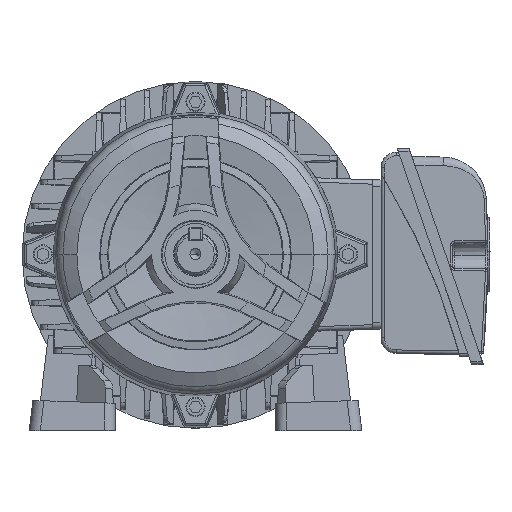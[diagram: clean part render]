
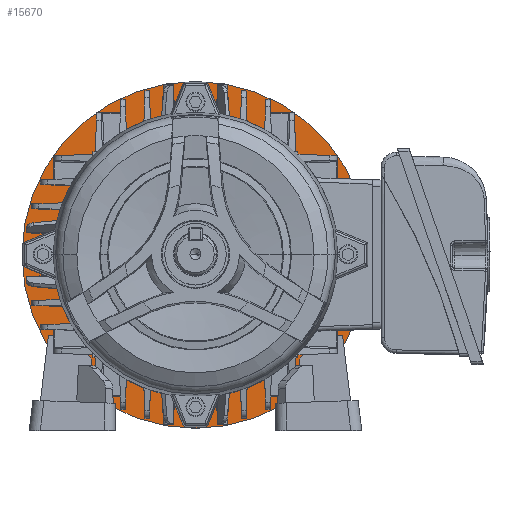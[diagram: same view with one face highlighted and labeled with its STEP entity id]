
A CAD part, top view. The second image highlights one B-rep face of the part: STEP entity #15670.
In plain terms, the highlighted face is planar.
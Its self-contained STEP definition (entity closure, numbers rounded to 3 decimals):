
#1698 = DIRECTION ( 'NONE',  ( -1., 0., 0. ) ) ;
#1921 = DIRECTION ( 'NONE',  ( 0., 0., -1. ) ) ;
#3693 = EDGE_LOOP ( 'NONE', ( #15441, #28731 ) ) ;
#7055 = CARTESIAN_POINT ( 'NONE',  ( 79., 0., 0. ) ) ;
#7095 = CIRCLE ( 'NONE', #16232, 79. ) ;
#7891 = CARTESIAN_POINT ( 'NONE',  ( -79., 0., 0. ) ) ;
#10992 = CARTESIAN_POINT ( 'NONE',  ( 0., 0., 0. ) ) ;
#14503 = VERTEX_POINT ( 'NONE', #7055 ) ;
#15441 = ORIENTED_EDGE ( 'NONE', *, *, #49733, .T. ) ;
#15670 = ADVANCED_FACE ( 'NONE', ( #33812 ), #34708, .T. ) ;
#15745 = CIRCLE ( 'NONE', #18091, 79. ) ;
#16232 = AXIS2_PLACEMENT_3D ( 'NONE', #32210, #1921, #1698 ) ;
#16448 = AXIS2_PLACEMENT_3D ( 'NONE', #50071, #45462, #25033 ) ;
#18091 = AXIS2_PLACEMENT_3D ( 'NONE', #10992, #56875, #46477 ) ;
#25033 = DIRECTION ( 'NONE',  ( -1., 0., 0. ) ) ;
#28731 = ORIENTED_EDGE ( 'NONE', *, *, #52074, .T. ) ;
#31710 = VERTEX_POINT ( 'NONE', #7891 ) ;
#32210 = CARTESIAN_POINT ( 'NONE',  ( 0., 0., 0. ) ) ;
#33812 = FACE_OUTER_BOUND ( 'NONE', #3693, .T. ) ;
#34708 = PLANE ( 'NONE',  #16448 ) ;
#45462 = DIRECTION ( 'NONE',  ( 0., 0., -1. ) ) ;
#46477 = DIRECTION ( 'NONE',  ( -1., 0., 0. ) ) ;
#49733 = EDGE_CURVE ( 'NONE', #31710, #14503, #7095, .T. ) ;
#50071 = CARTESIAN_POINT ( 'NONE',  ( 0., 0., 0. ) ) ;
#52074 = EDGE_CURVE ( 'NONE', #14503, #31710, #15745, .T. ) ;
#56875 = DIRECTION ( 'NONE',  ( 0., 0., -1. ) ) ;
